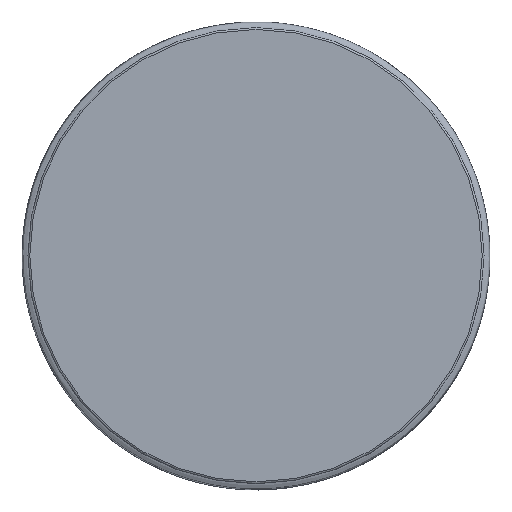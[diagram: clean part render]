
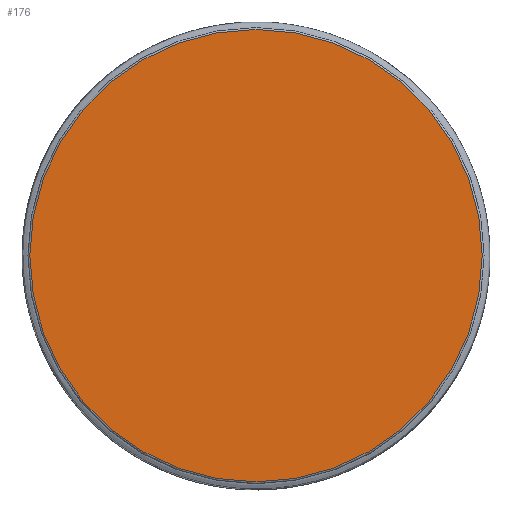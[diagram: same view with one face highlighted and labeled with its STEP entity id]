
A CAD part, top view. The second image highlights one B-rep face of the part: STEP entity #176.
In plain terms, the highlighted planar face has unit normal (0, 0, 1).
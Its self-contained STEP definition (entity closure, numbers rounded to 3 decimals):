
#176=ADVANCED_FACE('CLONE_TP_FACE',(#199),#196,.T.);
#196=PLANE('',#552);
#199=FACE_OUTER_BOUND('',#201,.T.);
#201=EDGE_LOOP('',(#233));
#233=ORIENTED_EDGE('',*,*,#284,.T.);
#265=VERTEX_POINT('',#761);
#284=EDGE_CURVE('',#265,#265,#300,.T.);
#300=CIRCLE('',#551,60.461);
#551=AXIS2_PLACEMENT_3D('',#760,#635,#636);
#552=AXIS2_PLACEMENT_3D('',#762,#637,#638);
#635=DIRECTION('',(0.,0.,1.));
#636=DIRECTION('',(1.,0.,0.));
#637=DIRECTION('',(0.,0.,1.));
#638=DIRECTION('',(1.,0.,0.));
#760=CARTESIAN_POINT('',(0.,0.,0.));
#761=CARTESIAN_POINT('',(60.461,0.,0.));
#762=CARTESIAN_POINT('',(0.,-20.006,0.));
